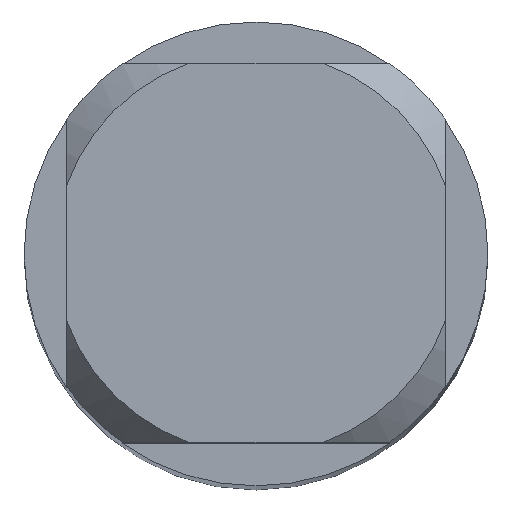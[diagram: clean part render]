
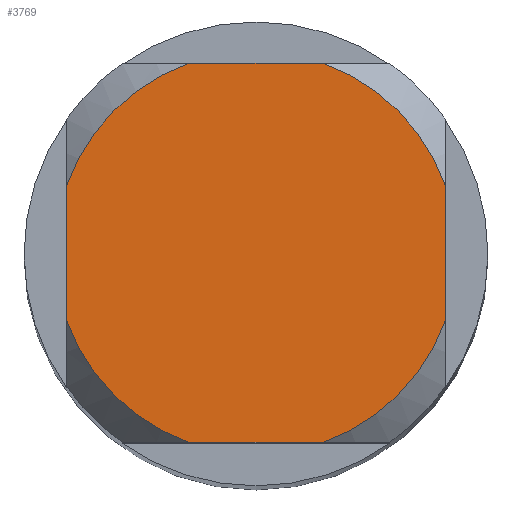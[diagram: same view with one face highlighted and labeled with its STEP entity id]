
A CAD part, top view. The second image highlights one B-rep face of the part: STEP entity #3769.
In plain terms, the highlighted planar face has unit normal (0, 0, 1).
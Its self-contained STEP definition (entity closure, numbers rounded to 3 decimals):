
#1501=EDGE_CURVE('',#1601,#2749,#4286,.T.);
#1523=EDGE_CURVE('',#3347,#3649,#4311,.T.);
#1601=VERTEX_POINT('',#4398);
#1887=VERTEX_POINT('',#4709);
#1917=EDGE_CURVE('',#1601,#3263,#4741,.T.);
#2583=EDGE_CURVE('',#3933,#3141,#5475,.T.);
#2749=VERTEX_POINT('',#5650);
#2855=EDGE_CURVE('',#3347,#3141,#5763,.T.);
#3011=EDGE_CURVE('',#3933,#2749,#5938,.T.);
#3141=VERTEX_POINT('',#6079);
#3263=VERTEX_POINT('',#6204);
#3347=VERTEX_POINT('',#6294);
#3649=VERTEX_POINT('',#6624);
#3769=ADVANCED_FACE('',(#6751),#6752,.T.);
#3895=EDGE_CURVE('',#1887,#3649,#6894,.T.);
#3907=EDGE_CURVE('',#1887,#3263,#6906,.T.);
#3933=VERTEX_POINT('',#6936);
#4286=CIRCLE('',#7420,2.6);
#4311=CIRCLE('',#7453,2.6);
#4398=CARTESIAN_POINT('',(-0.87,-2.45,0.0));
#4709=CARTESIAN_POINT('',(2.45,-0.87,0.0));
#4741=LINE('',#8790,#8791);
#5475=CIRCLE('',#10692,2.6);
#5650=CARTESIAN_POINT('',(-2.45,-0.87,0.0));
#5763=LINE('',#11631,#11632);
#5938=LINE('',#11973,#11974);
#6079=CARTESIAN_POINT('',(-0.87,2.45,0.0));
#6204=CARTESIAN_POINT('',(0.87,-2.45,0.0));
#6294=CARTESIAN_POINT('',(0.87,2.45,0.0));
#6624=CARTESIAN_POINT('',(2.45,0.87,0.0));
#6751=FACE_OUTER_BOUND('',#14254,.T.);
#6752=PLANE('',#14255);
#6894=LINE('',#14590,#14591);
#6906=CIRCLE('',#14610,2.6);
#6936=CARTESIAN_POINT('',(-2.45,0.87,0.0));
#7420=AXIS2_PLACEMENT_3D('',#15337,#15338,#15339);
#7453=AXIS2_PLACEMENT_3D('',#15374,#15375,#15376);
#8790=CARTESIAN_POINT('',(0.0,-2.45,0.0));
#8791=VECTOR('',#15824,1.0);
#10692=AXIS2_PLACEMENT_3D('',#16712,#16713,#16714);
#11631=CARTESIAN_POINT('',(0.0,2.45,0.0));
#11632=VECTOR('',#17033,1.0);
#11973=CARTESIAN_POINT('',(-2.45,0.65,0.0));
#11974=VECTOR('',#17232,1.0);
#14254=EDGE_LOOP('',(#18030,#18031,#18032,#18033,#18034,#18035,#18036,#18037));
#14255=AXIS2_PLACEMENT_3D('',#18038,#18039,#18040);
#14590=CARTESIAN_POINT('',(2.45,0.65,0.0));
#14591=VECTOR('',#18216,1.0);
#14610=AXIS2_PLACEMENT_3D('',#18225,#18226,#18227);
#15337=CARTESIAN_POINT('',(0.0,0.0,0.0));
#15338=DIRECTION('',(0.0,0.0,-1.0));
#15339=DIRECTION('',(0.0,1.0,0.0));
#15374=CARTESIAN_POINT('',(0.0,0.0,0.0));
#15375=DIRECTION('',(0.0,0.0,-1.0));
#15376=DIRECTION('',(0.0,1.0,0.0));
#15824=DIRECTION('',(1.0,0.0,0.0));
#16712=CARTESIAN_POINT('',(0.0,0.0,0.0));
#16713=DIRECTION('',(0.0,0.0,-1.0));
#16714=DIRECTION('',(0.0,1.0,0.0));
#17033=DIRECTION('',(-1.0,0.0,0.0));
#17232=DIRECTION('',(-0.0,-1.0,0.0));
#18030=ORIENTED_EDGE('',*,*,#3011,.T.);
#18031=ORIENTED_EDGE('',*,*,#1501,.F.);
#18032=ORIENTED_EDGE('',*,*,#1917,.T.);
#18033=ORIENTED_EDGE('',*,*,#3907,.F.);
#18034=ORIENTED_EDGE('',*,*,#3895,.T.);
#18035=ORIENTED_EDGE('',*,*,#1523,.F.);
#18036=ORIENTED_EDGE('',*,*,#2855,.T.);
#18037=ORIENTED_EDGE('',*,*,#2583,.F.);
#18038=CARTESIAN_POINT('',(0.0,1.3,0.0));
#18039=DIRECTION('',(-0.0,0.0,1.0));
#18040=DIRECTION('',(0.0,-1.0,0.0));
#18216=DIRECTION('',(-0.0,1.0,0.0));
#18225=CARTESIAN_POINT('',(0.0,0.0,0.0));
#18226=DIRECTION('',(0.0,0.0,-1.0));
#18227=DIRECTION('',(0.0,1.0,0.0));
